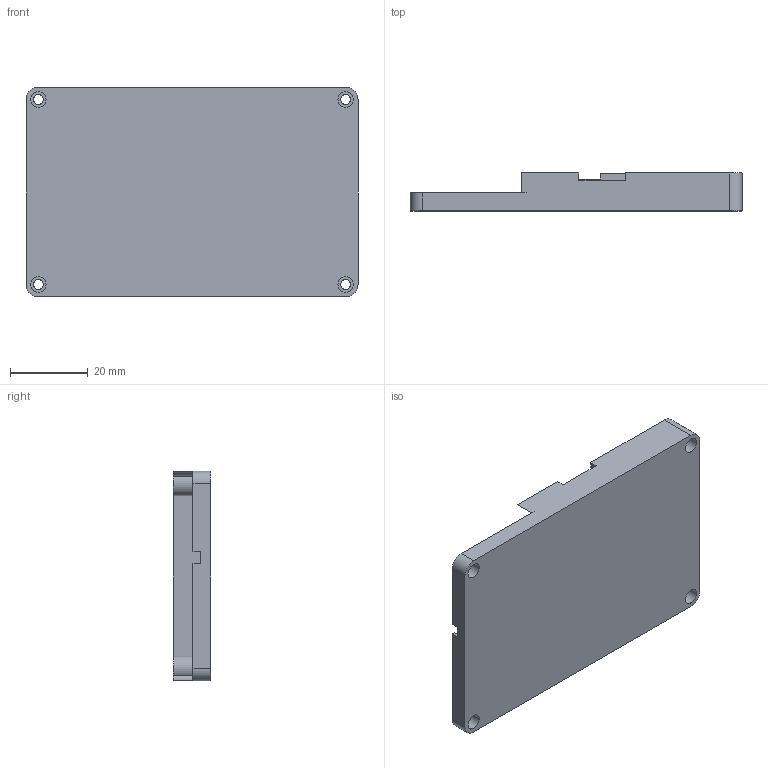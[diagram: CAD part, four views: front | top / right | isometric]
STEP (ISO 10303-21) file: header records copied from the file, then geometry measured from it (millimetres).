
FILE_DESCRIPTION(/* description */ (''),/* implementation_level */ '2;1');
FILE_NAME(/* name */ 'gamebtn.step',/* time_stamp */ '2020-09-12T12:08:25+08:00',/* author */ (''),/* organization */ (''),/* preprocessor_version */ 'ST-DEVELOPER v18',/* originating_system */ 'Autodesk Translation Framework v8.12.0.6',/* authorisation */ '');
FILE_SCHEMA (('AUTOMOTIVE_DESIGN { 1 0 10303 214 3 1 1 }'));
Length unit declared in the file: millimetre
Products named in the file (1): mainbtn
Bounding box: 85.5 x 9.7 x 54 mm (x, y, z)
Volume: 8207.8 mm3; surface area: 13150 mm2
Topology: 1 solids, 1 shells, 70 faces, 193 edges, 129 vertices
Faces by surface type: plane 52, cylinder 18
Full cylindrical faces by diameter (mm): 2.5 x4, 4 x4
Entity records: 2270 total; most frequent: CARTESIAN_POINT 393, ORIENTED_EDGE 386, DIRECTION 371, EDGE_CURVE 193, LINE 157, VECTOR 157, VERTEX_POINT 129, AXIS2_PLACEMENT_3D 107
